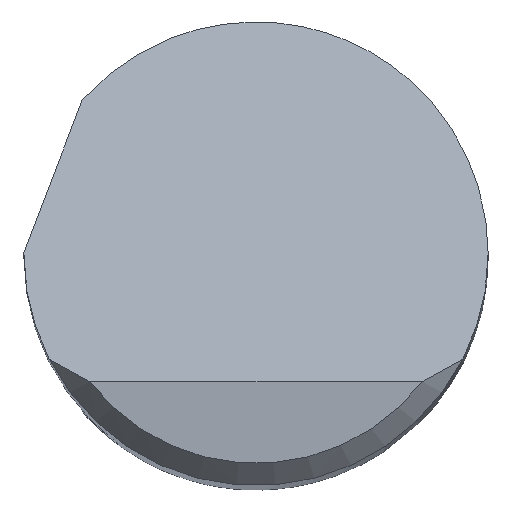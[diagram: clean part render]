
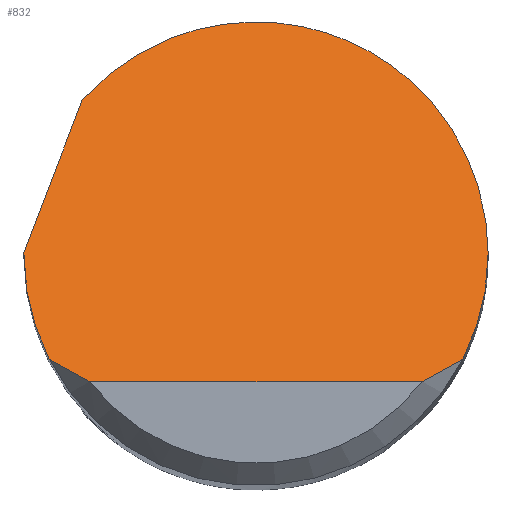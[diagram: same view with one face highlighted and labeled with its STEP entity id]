
A CAD part, top view. The second image highlights one B-rep face of the part: STEP entity #832.
In plain terms, the highlighted planar face has unit normal (0, 0.707, 0.707).
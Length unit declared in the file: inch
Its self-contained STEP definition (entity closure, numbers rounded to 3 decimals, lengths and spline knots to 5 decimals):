
#7 = CARTESIAN_POINT ( 'NONE',  ( -0.15041, -0.04909, 1.96284 ) ) ;
#30 = CARTESIAN_POINT ( 'NONE',  ( 0.13906, -0.07125, 1.985 ) ) ;
#40 = CARTESIAN_POINT ( 'NONE',  ( -0.11186, -0.08625, 2. ) ) ;
#49 = CARTESIAN_POINT ( 'NONE',  ( 0.13906, -0.07125, 1.985 ) ) ;
#61 = CARTESIAN_POINT ( 'NONE',  ( 0.15625, -0.02489, 1.93864 ) ) ;
#64 = EDGE_CURVE ( 'NONE', #645, #276, #728, .T. ) ;
#83 = DIRECTION ( 'NONE',  ( 1., 0., 0. ) ) ;
#107 = CARTESIAN_POINT ( 'NONE',  ( -0.11186, -0.08625, 2. ) ) ;
#137 = CARTESIAN_POINT ( 'NONE',  ( -0.15625, 0., 1.91375 ) ) ;
#145 = CARTESIAN_POINT ( 'NONE',  ( -0.15625, 0.001, 1.91275 ) ) ;
#148 = CARTESIAN_POINT ( 'NONE',  ( -0.13906, -0.07125, 1.985 ) ) ;
#149 = CARTESIAN_POINT ( 'NONE',  ( -0.11687, 0.10371, 1.81004 ) ) ;
#153 = CARTESIAN_POINT ( 'NONE',  ( -0.15625, 0.001, 1.91275 ) ) ;
#155 = B_SPLINE_CURVE_WITH_KNOTS ( 'NONE', 3,
 ( #753, #287, #477, #30 ),
 .UNSPECIFIED., .F., .F.,
 ( 4, 4 ),
 ( 0., 0.00088 ),
 .UNSPECIFIED. ) ;
#159 = ORIENTED_EDGE ( 'NONE', *, *, #409, .F. ) ;
#171 = ORIENTED_EDGE ( 'NONE', *, *, #281, .T. ) ;
#189 = CARTESIAN_POINT ( 'NONE',  ( -0.15625, 0., 1.91375 ) ) ;
#207 = VECTOR ( 'NONE', #83, 39.37008 ) ;
#211 = CARTESIAN_POINT ( 'NONE',  ( -0.13906, -0.07125, 1.985 ) ) ;
#216 = ORIENTED_EDGE ( 'NONE', *, *, #543, .F. ) ;
#221 = VERTEX_POINT ( 'NONE', #149 ) ;
#234 = LINE ( 'NONE', #238, #307 ) ;
#237 = PLANE ( 'NONE',  #322 ) ;
#238 = CARTESIAN_POINT ( 'NONE',  ( -0.18741, -0.08028, 1.99403 ) ) ;
#260 = CARTESIAN_POINT ( 'NONE',  ( -0.15625, 0.00033, 1.91342 ) ) ;
#268 = EDGE_CURVE ( 'NONE', #295, #428, #323, .T. ) ;
#276 = VERTEX_POINT ( 'NONE', #330 ) ;
#281 = EDGE_CURVE ( 'NONE', #513, #295, #511, .T. ) ;
#287 = CARTESIAN_POINT ( 'NONE',  ( 0.12131, -0.0816, 1.99535 ) ) ;
#295 = VERTEX_POINT ( 'NONE', #107 ) ;
#307 = VECTOR ( 'NONE', #379, 39.37008 ) ;
#310 = CARTESIAN_POINT ( 'NONE',  ( 0.15041, -0.04909, 1.96284 ) ) ;
#318 = EDGE_CURVE ( 'NONE', #428, #276, #155, .T. ) ;
#322 = AXIS2_PLACEMENT_3D ( 'NONE', #370, #639, #425 ) ;
#323 = LINE ( 'NONE', #592, #207 ) ;
#326 = CARTESIAN_POINT ( 'NONE',  ( -0.11687, 0.10371, 1.81004 ) ) ;
#330 = CARTESIAN_POINT ( 'NONE',  ( 0.13906, -0.07125, 1.985 ) ) ;
#370 = CARTESIAN_POINT ( 'NONE',  ( -0.15625, -0.08625, 2. ) ) ;
#379 = DIRECTION ( 'NONE',  ( 0.262, 0.682, -0.682 ) ) ;
#397 = VERTEX_POINT ( 'NONE', #189 ) ;
#399 = CARTESIAN_POINT ( 'NONE',  ( -0.15625, -0.02489, 1.93864 ) ) ;
#400 = CARTESIAN_POINT ( 'NONE',  ( -0.12131, -0.0816, 1.99535 ) ) ;
#401 = ORIENTED_EDGE ( 'NONE', *, *, #64, .F. ) ;
#409 = EDGE_CURVE ( 'NONE', #559, #221, #234, .T. ) ;
#415 = ORIENTED_EDGE ( 'NONE', *, *, #578, .F. ) ;
#425 = DIRECTION ( 'NONE',  ( 0., 0.707, -0.707 ) ) ;
#428 = VERTEX_POINT ( 'NONE', #630 ) ;
#449 =( BOUNDED_CURVE ( )  B_SPLINE_CURVE ( 3, ( #137, #260, #520, #153 ),
 .UNSPECIFIED., .F., .F. ) 
 B_SPLINE_CURVE_WITH_KNOTS ( ( 4, 4 ),
 ( 4.71239, 4.71879 ),
 .UNSPECIFIED. ) 
 CURVE ( )  GEOMETRIC_REPRESENTATION_ITEM ( )  RATIONAL_B_SPLINE_CURVE ( ( 1., 1., 1., 1. ) ) 
 REPRESENTATION_ITEM ( '' )  );
#459 = CARTESIAN_POINT ( 'NONE',  ( -0.13035, -0.07657, 1.99032 ) ) ;
#461 = CARTESIAN_POINT ( 'NONE',  ( 0.15625, 0., 1.91375 ) ) ;
#463 = ORIENTED_EDGE ( 'NONE', *, *, #318, .T. ) ;
#477 = CARTESIAN_POINT ( 'NONE',  ( 0.13035, -0.07657, 1.99032 ) ) ;
#482 =( BOUNDED_CURVE ( )  B_SPLINE_CURVE ( 3, ( #148, #7, #399, #582 ),
 .UNSPECIFIED., .F., .F. ) 
 B_SPLINE_CURVE_WITH_KNOTS ( ( 4, 4 ),
 ( 4.23889, 4.71239 ),
 .UNSPECIFIED. ) 
 CURVE ( )  GEOMETRIC_REPRESENTATION_ITEM ( )  RATIONAL_B_SPLINE_CURVE ( ( 1., 0.981, 0.981, 1. ) ) 
 REPRESENTATION_ITEM ( '' )  );
#511 = B_SPLINE_CURVE_WITH_KNOTS ( 'NONE', 3,
 ( #211, #459, #400, #40 ),
 .UNSPECIFIED., .F., .F.,
 ( 4, 4 ),
 ( 0., 0.00088 ),
 .UNSPECIFIED. ) ;
#513 = VERTEX_POINT ( 'NONE', #702 ) ;
#520 = CARTESIAN_POINT ( 'NONE',  ( -0.15625, 0.00067, 1.91308 ) ) ;
#529 = CARTESIAN_POINT ( 'NONE',  ( 0.15625, 0., 1.91375 ) ) ;
#543 = EDGE_CURVE ( 'NONE', #221, #645, #812, .T. ) ;
#559 = VERTEX_POINT ( 'NONE', #145 ) ;
#578 = EDGE_CURVE ( 'NONE', #513, #397, #482, .T. ) ;
#582 = CARTESIAN_POINT ( 'NONE',  ( -0.15625, 0., 1.91375 ) ) ;
#585 = CARTESIAN_POINT ( 'NONE',  ( -0.00347, 0.2315, 1.68225 ) ) ;
#592 = CARTESIAN_POINT ( 'NONE',  ( 0., -0.08625, 2. ) ) ;
#594 = EDGE_CURVE ( 'NONE', #397, #559, #449, .T. ) ;
#596 = CARTESIAN_POINT ( 'NONE',  ( 0.15625, 0.17085, 1.7429 ) ) ;
#630 = CARTESIAN_POINT ( 'NONE',  ( 0.11186, -0.08625, 2. ) ) ;
#637 = CARTESIAN_POINT ( 'NONE',  ( 0.15625, 0., 1.91375 ) ) ;
#639 = DIRECTION ( 'NONE',  ( 0., -0.707, -0.707 ) ) ;
#645 = VERTEX_POINT ( 'NONE', #461 ) ;
#682 = EDGE_LOOP ( 'NONE', ( #725, #463, #401, #216, #159, #835, #415, #171 ) ) ;
#702 = CARTESIAN_POINT ( 'NONE',  ( -0.13906, -0.07125, 1.985 ) ) ;
#725 = ORIENTED_EDGE ( 'NONE', *, *, #268, .T. ) ;
#728 =( BOUNDED_CURVE ( )  B_SPLINE_CURVE ( 3, ( #637, #61, #310, #49 ),
 .UNSPECIFIED., .F., .F. ) 
 B_SPLINE_CURVE_WITH_KNOTS ( ( 4, 4 ),
 ( 1.5708, 2.04429 ),
 .UNSPECIFIED. ) 
 CURVE ( )  GEOMETRIC_REPRESENTATION_ITEM ( )  RATIONAL_B_SPLINE_CURVE ( ( 1., 0.981, 0.981, 1. ) ) 
 REPRESENTATION_ITEM ( '' )  );
#753 = CARTESIAN_POINT ( 'NONE',  ( 0.11186, -0.08625, 2. ) ) ;
#812 =( BOUNDED_CURVE ( )  B_SPLINE_CURVE ( 3, ( #326, #585, #596, #529 ),
 .UNSPECIFIED., .F., .F. ) 
 B_SPLINE_CURVE_WITH_KNOTS ( ( 4, 4 ),
 ( 5.4382, 7.85398 ),
 .UNSPECIFIED. ) 
 CURVE ( )  GEOMETRIC_REPRESENTATION_ITEM ( )  RATIONAL_B_SPLINE_CURVE ( ( 1., 0.57, 0.57, 1. ) ) 
 REPRESENTATION_ITEM ( '' )  );
#821 = FACE_OUTER_BOUND ( 'NONE', #682, .T. ) ;
#832 = ADVANCED_FACE ( 'NONE', ( #821 ), #237, .F. ) ;
#835 = ORIENTED_EDGE ( 'NONE', *, *, #594, .F. ) ;
